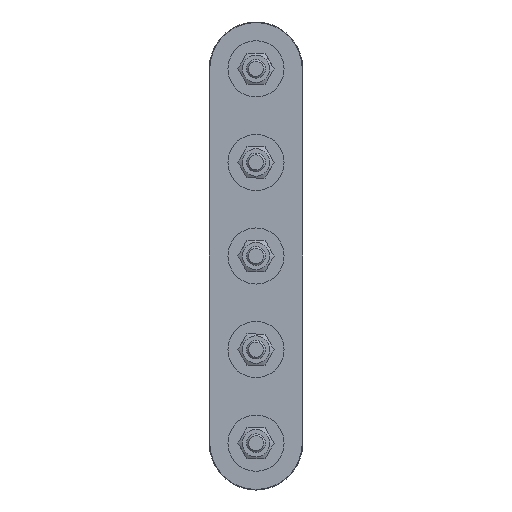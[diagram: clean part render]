
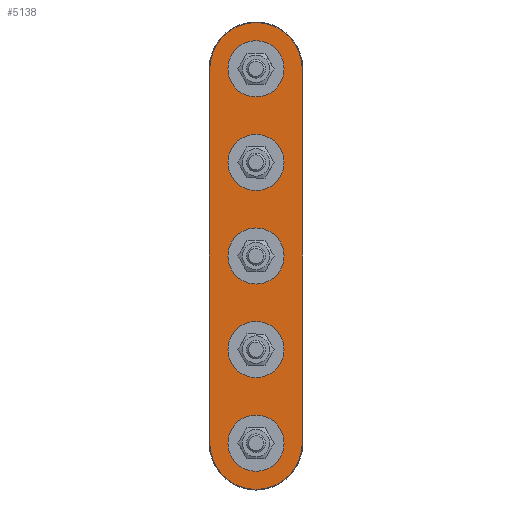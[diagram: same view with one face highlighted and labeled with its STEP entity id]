
A CAD part, front view. The second image highlights one B-rep face of the part: STEP entity #5138.
In plain terms, the highlighted planar face has unit normal (0, -1, 0).
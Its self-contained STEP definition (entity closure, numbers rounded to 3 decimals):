
#287=LINE('',#9296,#371);
#288=LINE('',#9299,#372);
#371=VECTOR('',#7409,10.);
#372=VECTOR('',#7412,10.);
#647=PLANE('',#5878);
#959=FACE_BOUND('',#2077,.T.);
#960=FACE_BOUND('',#2078,.T.);
#961=FACE_BOUND('',#2079,.T.);
#962=FACE_BOUND('',#2080,.T.);
#963=FACE_BOUND('',#2081,.T.);
#1363=FACE_OUTER_BOUND('',#2076,.T.);
#2076=EDGE_LOOP('',(#4561,#4562,#4563,#4564));
#2077=EDGE_LOOP('',(#4565));
#2078=EDGE_LOOP('',(#4566));
#2079=EDGE_LOOP('',(#4567));
#2080=EDGE_LOOP('',(#4568));
#2081=EDGE_LOOP('',(#4569));
#2169=CIRCLE('',#5234,3.);
#2270=CIRCLE('',#5447,3.);
#2291=CIRCLE('',#5500,3.);
#2312=CIRCLE('',#5553,3.);
#2408=CIRCLE('',#5757,3.);
#2463=CIRCLE('',#5869,14.8);
#2469=CIRCLE('',#5879,14.8);
#2543=VERTEX_POINT('',#7709);
#2668=VERTEX_POINT('',#8161);
#2713=VERTEX_POINT('',#8373);
#2758=VERTEX_POINT('',#8585);
#2878=VERTEX_POINT('',#9023);
#2942=VERTEX_POINT('',#9268);
#2945=VERTEX_POINT('',#9273);
#2952=VERTEX_POINT('',#9295);
#2953=VERTEX_POINT('',#9297);
#3031=EDGE_CURVE('',#2543,#2543,#2169,.T.);
#3169=EDGE_CURVE('',#2668,#2668,#2270,.T.);
#3227=EDGE_CURVE('',#2713,#2713,#2291,.T.);
#3285=EDGE_CURVE('',#2758,#2758,#2312,.T.);
#3418=EDGE_CURVE('',#2878,#2878,#2408,.T.);
#3492=EDGE_CURVE('',#2945,#2942,#2463,.T.);
#3502=EDGE_CURVE('',#2952,#2945,#287,.T.);
#3503=EDGE_CURVE('',#2953,#2952,#2469,.T.);
#3504=EDGE_CURVE('',#2942,#2953,#288,.T.);
#4561=ORIENTED_EDGE('',*,*,#3502,.F.);
#4562=ORIENTED_EDGE('',*,*,#3503,.F.);
#4563=ORIENTED_EDGE('',*,*,#3504,.F.);
#4564=ORIENTED_EDGE('',*,*,#3492,.F.);
#4565=ORIENTED_EDGE('',*,*,#3031,.F.);
#4566=ORIENTED_EDGE('',*,*,#3169,.F.);
#4567=ORIENTED_EDGE('',*,*,#3227,.F.);
#4568=ORIENTED_EDGE('',*,*,#3285,.F.);
#4569=ORIENTED_EDGE('',*,*,#3418,.F.);
#5138=ADVANCED_FACE('',(#1363,#959,#960,#961,#962,#963),#647,.F.);
#5234=AXIS2_PLACEMENT_3D('',#7710,#6061,#6062);
#5447=AXIS2_PLACEMENT_3D('',#8162,#6499,#6500);
#5500=AXIS2_PLACEMENT_3D('',#8374,#6617,#6618);
#5553=AXIS2_PLACEMENT_3D('',#8586,#6735,#6736);
#5757=AXIS2_PLACEMENT_3D('',#9024,#7155,#7156);
#5869=AXIS2_PLACEMENT_3D('',#9275,#7385,#7386);
#5878=AXIS2_PLACEMENT_3D('',#9294,#7407,#7408);
#5879=AXIS2_PLACEMENT_3D('',#9298,#7410,#7411);
#6061=DIRECTION('center_axis',(0.,-1.,0.));
#6062=DIRECTION('ref_axis',(-0.962,0.,-0.273));
#6499=DIRECTION('center_axis',(0.,-1.,0.));
#6500=DIRECTION('ref_axis',(-0.962,0.,-0.273));
#6617=DIRECTION('center_axis',(0.,-1.,0.));
#6618=DIRECTION('ref_axis',(-0.962,0.,-0.273));
#6735=DIRECTION('center_axis',(0.,-1.,0.));
#6736=DIRECTION('ref_axis',(-0.962,0.,-0.273));
#7155=DIRECTION('center_axis',(0.,-1.,0.));
#7156=DIRECTION('ref_axis',(-0.962,0.,-0.273));
#7385=DIRECTION('center_axis',(0.,1.,0.));
#7386=DIRECTION('ref_axis',(0.,0.,
1.));
#7407=DIRECTION('center_axis',(0.,1.,0.));
#7408=DIRECTION('ref_axis',(-1.,0.,0.));
#7409=DIRECTION('',(0.,0.,1.));
#7410=DIRECTION('center_axis',(0.,1.,0.));
#7411=DIRECTION('ref_axis',(0.,0.,
-1.));
#7412=DIRECTION('',(0.,0.,-1.));
#7709=CARTESIAN_POINT('',(2.886,0.,-59.18));
#7710=CARTESIAN_POINT('Origin',(0.,0.,
-60.));
#8161=CARTESIAN_POINT('',(2.886,0.,-29.18));
#8162=CARTESIAN_POINT('Origin',(0.,0.,
-30.));
#8373=CARTESIAN_POINT('',(2.886,0.,0.82));
#8374=CARTESIAN_POINT('Origin',(0.,0.,
0.));
#8585=CARTESIAN_POINT('',(2.886,0.,30.82));
#8586=CARTESIAN_POINT('Origin',(0.,0.,
30.));
#9023=CARTESIAN_POINT('',(2.886,0.,60.82));
#9024=CARTESIAN_POINT('Origin',(0.,0.,
60.));
#9268=CARTESIAN_POINT('',(14.8,0.,60.));
#9273=CARTESIAN_POINT('',(-14.8,0.,60.));
#9275=CARTESIAN_POINT('Origin',(0.,0.,
60.));
#9294=CARTESIAN_POINT('Origin',(0.,0.,
-30.));
#9295=CARTESIAN_POINT('',(-14.8,0.,-60.));
#9296=CARTESIAN_POINT('',(-14.8,0.,-45.));
#9297=CARTESIAN_POINT('',(14.8,0.,-60.));
#9298=CARTESIAN_POINT('Origin',(0.,0.,
-60.));
#9299=CARTESIAN_POINT('',(14.8,0.,45.));
